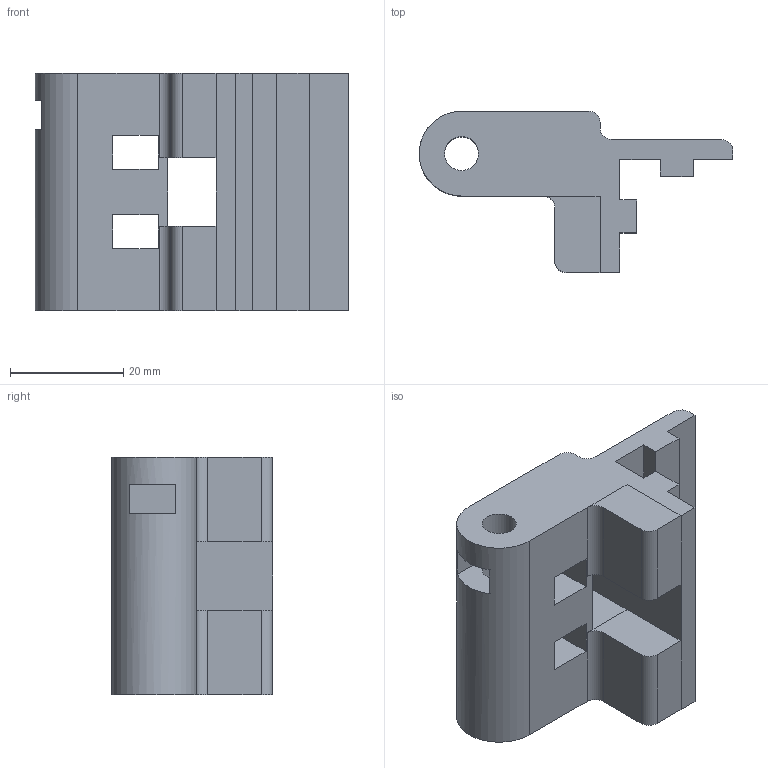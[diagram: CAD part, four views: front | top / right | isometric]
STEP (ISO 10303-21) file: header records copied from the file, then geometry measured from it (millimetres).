
FILE_DESCRIPTION(('FreeCAD Model'),'2;1');
FILE_NAME('x-motor-idler-20x20-M5-x1.step', '2021-05-02T16:52:48',('Author'),(''), 'Open CASCADE STEP processor 7.3','FreeCAD','Unknown');
FILE_SCHEMA(('AUTOMOTIVE_DESIGN { 1 0 10303 214 1 1 1 1 }'));
Length unit declared in the file: millimetre
Products named in the file (1): idler_(Mirror_#4)
Bounding box: 55.5 x 28.5 x 42 mm (x, y, z)
Volume: 25466.9 mm3; surface area: 10873.2 mm2
Topology: 1 solids, 1 shells, 60 faces, 171 edges, 114 vertices
Faces by surface type: plane 46, cylinder 14
Full cylindrical faces by diameter (mm): 2.8 x2, 6 x2
Entity records: 4271 total; most frequent: CARTESIAN_POINT 808, DIRECTION 647, LINE 449, VECTOR 449, ORIENTED_EDGE 342, PCURVE 342, DEFINITIONAL_REPRESENTATION 342, EDGE_CURVE 171
